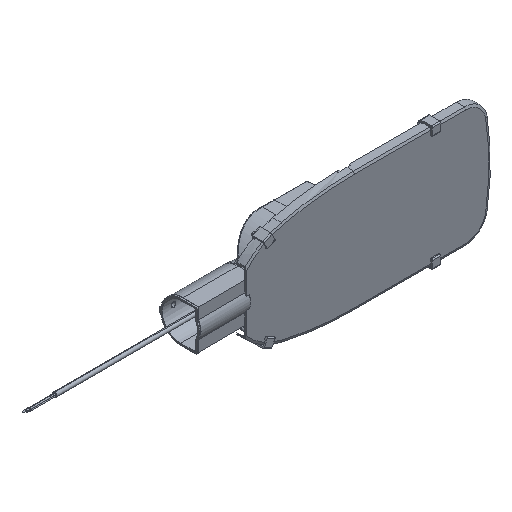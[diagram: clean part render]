
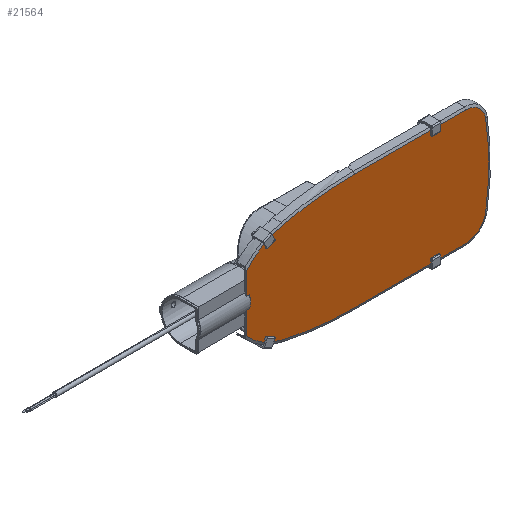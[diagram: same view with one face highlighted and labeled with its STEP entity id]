
A CAD part, isometric view. The second image highlights one B-rep face of the part: STEP entity #21564.
In plain terms, the highlighted planar face has unit normal (0, -1, 0).
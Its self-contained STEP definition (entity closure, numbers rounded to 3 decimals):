
#4 = CARTESIAN_POINT ( 'NONE',  ( -430., 0., -10.794 ) ) ;
#59 = CARTESIAN_POINT ( 'NONE',  ( -430., 0., 10.794 ) ) ;
#355 = VERTEX_POINT ( 'NONE', #17873 ) ;
#470 = EDGE_CURVE ( 'NONE', #7152, #1969, #5411, .T. ) ;
#722 = VECTOR ( 'NONE', #13058, 1000. ) ;
#755 = AXIS2_PLACEMENT_3D ( 'NONE', #2096, #11219, #16331 ) ;
#876 = CIRCLE ( 'NONE', #19523, 122.121 ) ;
#1237 = DIRECTION ( 'NONE',  ( 0., -1., 0. ) ) ;
#1481 = CARTESIAN_POINT ( 'NONE',  ( -240., 0., 101.5 ) ) ;
#1924 = DIRECTION ( 'NONE',  ( 0., 0., -1. ) ) ;
#1969 = VERTEX_POINT ( 'NONE', #16328 ) ;
#1991 = CARTESIAN_POINT ( 'NONE',  ( -240., 0., -457.922 ) ) ;
#2096 = CARTESIAN_POINT ( 'NONE',  ( -45.289, 0., -65.5 ) ) ;
#2400 = FACE_OUTER_BOUND ( 'NONE', #10426, .T. ) ;
#2490 = CARTESIAN_POINT ( 'NONE',  ( -515., 0., 10.794 ) ) ;
#2536 = CARTESIAN_POINT ( 'NONE',  ( -366.098, 0., -87.103 ) ) ;
#2624 = VECTOR ( 'NONE', #19114, 1000. ) ;
#3340 = VERTEX_POINT ( 'NONE', #4 ) ;
#3433 = VERTEX_POINT ( 'NONE', #21681 ) ;
#3602 = DIRECTION ( 'NONE',  ( 0., 0., -1. ) ) ;
#3748 = DIRECTION ( 'NONE',  ( 0., 0., 1. ) ) ;
#3791 = DIRECTION ( 'NONE',  ( 0., -1., 0. ) ) ;
#3835 = VECTOR ( 'NONE', #3748, 1000. ) ;
#3869 = DIRECTION ( 'NONE',  ( 0., 0., -1. ) ) ;
#3916 = EDGE_CURVE ( 'NONE', #7982, #355, #7240, .T. ) ;
#3946 = ORIENTED_EDGE ( 'NONE', *, *, #19066, .T. ) ;
#4430 = EDGE_CURVE ( 'NONE', #12546, #7982, #17729, .T. ) ;
#4503 = CARTESIAN_POINT ( 'NONE',  ( -9.756, 0., -71.277 ) ) ;
#4715 = LINE ( 'NONE', #9264, #14124 ) ;
#5411 = LINE ( 'NONE', #20136, #722 ) ;
#5414 = VECTOR ( 'NONE', #20169, 1000. ) ;
#5416 = EDGE_CURVE ( 'NONE', #12767, #14799, #7447, .T. ) ;
#5453 = VECTOR ( 'NONE', #7986, 1000. ) ;
#5556 = DIRECTION ( 'NONE',  ( 0., -1., 0. ) ) ;
#6045 = CARTESIAN_POINT ( 'NONE',  ( -240., 0., -101.5 ) ) ;
#6306 = ORIENTED_EDGE ( 'NONE', *, *, #16656, .T. ) ;
#6342 = CARTESIAN_POINT ( 'NONE',  ( -45.289, 0., -101.5 ) ) ;
#6564 = CIRCLE ( 'NONE', #18445, 122.121 ) ;
#6961 = DIRECTION ( 'NONE',  ( 0., -1., 0. ) ) ;
#7039 = CARTESIAN_POINT ( 'NONE',  ( -430., 0., -49.084 ) ) ;
#7054 = CARTESIAN_POINT ( 'NONE',  ( -430., 0., 49.084 ) ) ;
#7152 = VERTEX_POINT ( 'NONE', #20182 ) ;
#7240 = CIRCLE ( 'NONE', #12718, 444.205 ) ;
#7335 = ORIENTED_EDGE ( 'NONE', *, *, #10551, .F. ) ;
#7447 = LINE ( 'NONE', #19777, #3835 ) ;
#7861 = CARTESIAN_POINT ( 'NONE',  ( -448.205, 0., 0. ) ) ;
#7965 = CARTESIAN_POINT ( 'NONE',  ( -430., 0., -55. ) ) ;
#7982 = VERTEX_POINT ( 'NONE', #4503 ) ;
#7986 = DIRECTION ( 'NONE',  ( 1., 0., 0. ) ) ;
#8882 = EDGE_CURVE ( 'NONE', #10441, #3433, #15614, .T. ) ;
#9191 = LINE ( 'NONE', #7965, #21375 ) ;
#9264 = CARTESIAN_POINT ( 'NONE',  ( -45.289, 0., -101.5 ) ) ;
#9458 = ORIENTED_EDGE ( 'NONE', *, *, #22222, .T. ) ;
#9972 = DIRECTION ( 'NONE',  ( 0., 0., -1. ) ) ;
#10152 = LINE ( 'NONE', #2490, #5453 ) ;
#10367 = CIRCLE ( 'NONE', #22076, 559.422 ) ;
#10426 = EDGE_LOOP ( 'NONE', ( #18611, #15195, #18796, #7335, #14384, #6306, #3946, #20247, #18978, #11207, #16371, #9458, #13621, #14130 ) ) ;
#10441 = VERTEX_POINT ( 'NONE', #11282 ) ;
#10551 = EDGE_CURVE ( 'NONE', #16736, #3340, #9191, .T. ) ;
#10670 = LINE ( 'NONE', #11011, #5414 ) ;
#10961 = DIRECTION ( 'NONE',  ( 1., 0., 0. ) ) ;
#11011 = CARTESIAN_POINT ( 'NONE',  ( -515., 0., -10.794 ) ) ;
#11058 = CARTESIAN_POINT ( 'NONE',  ( -45.289, 0., 65.5 ) ) ;
#11125 = EDGE_CURVE ( 'NONE', #16736, #21752, #876, .T. ) ;
#11207 = ORIENTED_EDGE ( 'NONE', *, *, #14912, .T. ) ;
#11219 = DIRECTION ( 'NONE',  ( 0., -1., 0. ) ) ;
#11282 = CARTESIAN_POINT ( 'NONE',  ( -45.289, 0., 101.5 ) ) ;
#11321 = DIRECTION ( 'NONE',  ( 0., 0., -1. ) ) ;
#11494 = CARTESIAN_POINT ( 'NONE',  ( -366.098, 0., 87.103 ) ) ;
#12546 = VERTEX_POINT ( 'NONE', #6342 ) ;
#12718 = AXIS2_PLACEMENT_3D ( 'NONE', #7861, #22010, #18367 ) ;
#12767 = VERTEX_POINT ( 'NONE', #59 ) ;
#12944 = CARTESIAN_POINT ( 'NONE',  ( -240., 0., -457.922 ) ) ;
#13016 = DIRECTION ( 'NONE',  ( 0., -1., 0. ) ) ;
#13058 = DIRECTION ( 'NONE',  ( 0., 0., -1. ) ) ;
#13454 = DIRECTION ( 'NONE',  ( 0., 0., -1. ) ) ;
#13621 = ORIENTED_EDGE ( 'NONE', *, *, #13687, .T. ) ;
#13687 = EDGE_CURVE ( 'NONE', #21822, #14799, #6564, .T. ) ;
#14067 = CARTESIAN_POINT ( 'NONE',  ( -240., 0., 457.922 ) ) ;
#14124 = VECTOR ( 'NONE', #10961, 1000. ) ;
#14130 = ORIENTED_EDGE ( 'NONE', *, *, #5416, .F. ) ;
#14217 = CARTESIAN_POINT ( 'NONE',  ( -338.571, 0., -31.875 ) ) ;
#14384 = ORIENTED_EDGE ( 'NONE', *, *, #11125, .T. ) ;
#14509 = EDGE_CURVE ( 'NONE', #1969, #3340, #10670, .T. ) ;
#14799 = VERTEX_POINT ( 'NONE', #7054 ) ;
#14912 = EDGE_CURVE ( 'NONE', #355, #10441, #15384, .T. ) ;
#15195 = ORIENTED_EDGE ( 'NONE', *, *, #470, .T. ) ;
#15378 = AXIS2_PLACEMENT_3D ( 'NONE', #1991, #15921, #3602 ) ;
#15384 = CIRCLE ( 'NONE', #18175, 36. ) ;
#15537 = CARTESIAN_POINT ( 'NONE',  ( -338.571, 0., 31.875 ) ) ;
#15588 = CIRCLE ( 'NONE', #16263, 559.422 ) ;
#15614 = LINE ( 'NONE', #1481, #2624 ) ;
#15921 = DIRECTION ( 'NONE',  ( 0., -1., 0. ) ) ;
#16263 = AXIS2_PLACEMENT_3D ( 'NONE', #14067, #6961, #9972 ) ;
#16328 = CARTESIAN_POINT ( 'NONE',  ( -424., 0., -10.794 ) ) ;
#16331 = DIRECTION ( 'NONE',  ( 0., 0., -1. ) ) ;
#16371 = ORIENTED_EDGE ( 'NONE', *, *, #8882, .T. ) ;
#16656 = EDGE_CURVE ( 'NONE', #21752, #18526, #15588, .T. ) ;
#16736 = VERTEX_POINT ( 'NONE', #7039 ) ;
#17729 = CIRCLE ( 'NONE', #755, 36. ) ;
#17873 = CARTESIAN_POINT ( 'NONE',  ( -9.756, 0., 71.277 ) ) ;
#18175 = AXIS2_PLACEMENT_3D ( 'NONE', #11058, #3791, #3869 ) ;
#18367 = DIRECTION ( 'NONE',  ( 0., 0., -1. ) ) ;
#18445 = AXIS2_PLACEMENT_3D ( 'NONE', #14217, #5556, #1924 ) ;
#18526 = VERTEX_POINT ( 'NONE', #6045 ) ;
#18611 = ORIENTED_EDGE ( 'NONE', *, *, #21136, .T. ) ;
#18796 = ORIENTED_EDGE ( 'NONE', *, *, #14509, .T. ) ;
#18978 = ORIENTED_EDGE ( 'NONE', *, *, #3916, .T. ) ;
#19066 = EDGE_CURVE ( 'NONE', #18526, #12546, #4715, .T. ) ;
#19114 = DIRECTION ( 'NONE',  ( -1., 0., 0. ) ) ;
#19481 = PLANE ( 'NONE',  #15378 ) ;
#19523 = AXIS2_PLACEMENT_3D ( 'NONE', #15537, #1237, #13454 ) ;
#19777 = CARTESIAN_POINT ( 'NONE',  ( -430., 0., -55. ) ) ;
#20136 = CARTESIAN_POINT ( 'NONE',  ( -424., 0., -10.794 ) ) ;
#20169 = DIRECTION ( 'NONE',  ( -1., 0., 0. ) ) ;
#20182 = CARTESIAN_POINT ( 'NONE',  ( -424., 0., 10.794 ) ) ;
#20247 = ORIENTED_EDGE ( 'NONE', *, *, #4430, .T. ) ;
#21136 = EDGE_CURVE ( 'NONE', #12767, #7152, #10152, .T. ) ;
#21375 = VECTOR ( 'NONE', #21968, 1000. ) ;
#21564 = ADVANCED_FACE ( 'NONE', ( #2400 ), #19481, .T. ) ;
#21681 = CARTESIAN_POINT ( 'NONE',  ( -240., 0., 101.5 ) ) ;
#21752 = VERTEX_POINT ( 'NONE', #2536 ) ;
#21822 = VERTEX_POINT ( 'NONE', #11494 ) ;
#21968 = DIRECTION ( 'NONE',  ( 0., 0., 1. ) ) ;
#22010 = DIRECTION ( 'NONE',  ( 0., -1., 0. ) ) ;
#22076 = AXIS2_PLACEMENT_3D ( 'NONE', #12944, #13016, #11321 ) ;
#22222 = EDGE_CURVE ( 'NONE', #3433, #21822, #10367, .T. ) ;
